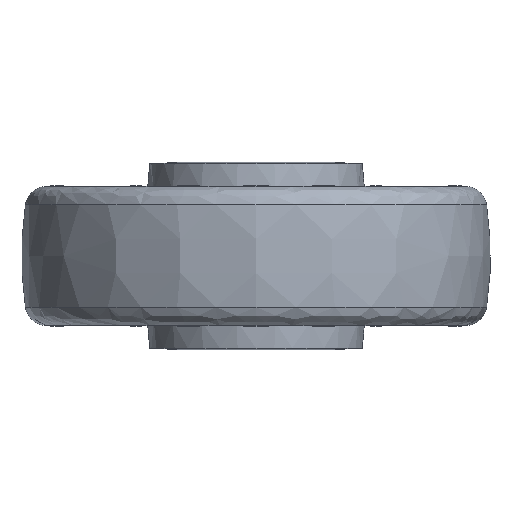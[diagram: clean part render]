
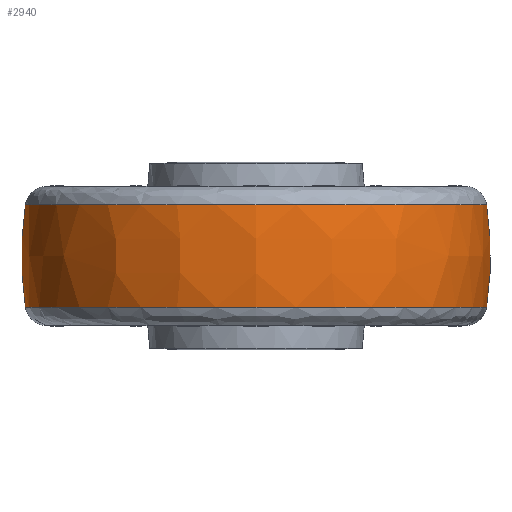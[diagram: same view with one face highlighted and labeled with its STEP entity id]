
A CAD part, front view. The second image highlights one B-rep face of the part: STEP entity #2940.
In plain terms, the highlighted free-form (B-spline) face has degree [3, 3] with [4, 4] control points.
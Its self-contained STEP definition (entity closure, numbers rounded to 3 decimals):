
#16 = CARTESIAN_POINT ( 'NONE',  ( -75.409, 0., -5.483 ) ) ;
#61 = EDGE_CURVE ( 'NONE', #1259, #1522, #3551, .T. ) ;
#82 = CARTESIAN_POINT ( 'NONE',  ( -73.781, 0., -16.328 ) ) ;
#259 = CARTESIAN_POINT ( 'NONE',  ( 73.781, 0., -16.328 ) ) ;
#333 = CARTESIAN_POINT ( 'NONE',  ( -35., 0., 0. ) ) ;
#337 = CARTESIAN_POINT ( 'NONE',  ( 73.781, 0., 16.328 ) ) ;
#593 = CIRCLE ( 'NONE', #3864, 110. ) ;
#662 = CARTESIAN_POINT ( 'NONE',  ( 75.409, 0., 5.483 ) ) ;
#718 = EDGE_LOOP ( 'NONE', ( #2443, #3401, #1843, #3668 ) ) ;
#877 = CARTESIAN_POINT ( 'NONE',  ( 35., 0., 0. ) ) ;
#929 = AXIS2_PLACEMENT_3D ( 'NONE', #2368, #3969, #1790 ) ;
#944 = CARTESIAN_POINT ( 'NONE',  ( 73.781, 0., -16.328 ) ) ;
#1003 = CARTESIAN_POINT ( 'NONE',  ( 73.781, -147.563, 16.328 ) ) ;
#1063 = AXIS2_PLACEMENT_3D ( 'NONE', #3086, #3774, #3102 ) ;
#1237 = DIRECTION ( 'NONE',  ( 0., 1., 0. ) ) ;
#1241 = CARTESIAN_POINT ( 'NONE',  ( 73.781, -147.563, -16.328 ) ) ;
#1259 = VERTEX_POINT ( 'NONE', #2580 ) ;
#1385 = VERTEX_POINT ( 'NONE', #259 ) ;
#1503 = DIRECTION ( 'NONE',  ( -1., 0., 0. ) ) ;
#1522 = VERTEX_POINT ( 'NONE', #3111 ) ;
#1592 = CARTESIAN_POINT ( 'NONE',  ( 75.409, 0., -5.483 ) ) ;
#1632 = AXIS2_PLACEMENT_3D ( 'NONE', #877, #2412, #1503 ) ;
#1697 = EDGE_CURVE ( 'NONE', #1522, #1385, #2778, .T. ) ;
#1739 = EDGE_CURVE ( 'NONE', #1856, #1259, #2646, .T. ) ;
#1790 = DIRECTION ( 'NONE',  ( 1., 0., 0. ) ) ;
#1843 = ORIENTED_EDGE ( 'NONE', *, *, #1697, .T. ) ;
#1856 = VERTEX_POINT ( 'NONE', #1867 ) ;
#1867 = CARTESIAN_POINT ( 'NONE',  ( 73.781, 0., 16.328 ) ) ;
#1905 = CARTESIAN_POINT ( 'NONE',  ( -75.409, -150.818, 5.483 ) ) ;
#2322 = EDGE_CURVE ( 'NONE', #1856, #1385, #593, .T. ) ;
#2368 = CARTESIAN_POINT ( 'NONE',  ( 0., 0., 16.328 ) ) ;
#2412 = DIRECTION ( 'NONE',  ( 0., -1., 0. ) ) ;
#2431 = CARTESIAN_POINT ( 'NONE',  ( -73.781, 0., 16.328 ) ) ;
#2443 = ORIENTED_EDGE ( 'NONE', *, *, #1739, .T. ) ;
#2504 =( BOUNDED_SURFACE ( )  B_SPLINE_SURFACE ( 3, 3, ( 
 ( #2431, #3760, #1003, #337 ),
 ( #3386, #1905, #3403, #662 ),
 ( #16, #3448, #2777, #1592 ),
 ( #82, #3134, #1241, #944 ) ),
 .UNSPECIFIED., .F., .F., .F. ) 
 B_SPLINE_SURFACE_WITH_KNOTS ( ( 4, 4 ),
 ( 4, 4 ),
 ( 0., 1. ),
 ( 0., 1. ),
 .UNSPECIFIED. ) 
 GEOMETRIC_REPRESENTATION_ITEM ( )  RATIONAL_B_SPLINE_SURFACE ( (
 ( 1., 0.333, 0.333, 1.),
 ( 0.993, 0.331, 0.331, 0.993),
 ( 0.993, 0.331, 0.331, 0.993),
 ( 1., 0.333, 0.333, 1.) ) ) 
 REPRESENTATION_ITEM ( '' )  SURFACE ( )  );
#2580 = CARTESIAN_POINT ( 'NONE',  ( -73.781, 0., 16.328 ) ) ;
#2646 = CIRCLE ( 'NONE', #929, 73.781 ) ;
#2777 = CARTESIAN_POINT ( 'NONE',  ( 75.409, -150.818, -5.483 ) ) ;
#2778 = CIRCLE ( 'NONE', #1063, 73.781 ) ;
#2940 = ADVANCED_FACE ( 'NONE', ( #3874 ), #2504, .T. ) ;
#3086 = CARTESIAN_POINT ( 'NONE',  ( 0., 0., -16.328 ) ) ;
#3102 = DIRECTION ( 'NONE',  ( 1., 0., 0. ) ) ;
#3111 = CARTESIAN_POINT ( 'NONE',  ( -73.781, 0., -16.328 ) ) ;
#3134 = CARTESIAN_POINT ( 'NONE',  ( -73.781, -147.563, -16.328 ) ) ;
#3386 = CARTESIAN_POINT ( 'NONE',  ( -75.409, 0., 5.483 ) ) ;
#3401 = ORIENTED_EDGE ( 'NONE', *, *, #61, .T. ) ;
#3403 = CARTESIAN_POINT ( 'NONE',  ( 75.409, -150.818, 5.483 ) ) ;
#3448 = CARTESIAN_POINT ( 'NONE',  ( -75.409, -150.818, -5.483 ) ) ;
#3551 = CIRCLE ( 'NONE', #1632, 110. ) ;
#3668 = ORIENTED_EDGE ( 'NONE', *, *, #2322, .F. ) ;
#3695 = DIRECTION ( 'NONE',  ( 1., 0., 0. ) ) ;
#3760 = CARTESIAN_POINT ( 'NONE',  ( -73.781, -147.563, 16.328 ) ) ;
#3774 = DIRECTION ( 'NONE',  ( 0., 0., 1. ) ) ;
#3864 = AXIS2_PLACEMENT_3D ( 'NONE', #333, #1237, #3695 ) ;
#3874 = FACE_OUTER_BOUND ( 'NONE', #718, .T. ) ;
#3969 = DIRECTION ( 'NONE',  ( 0., 0., -1. ) ) ;
